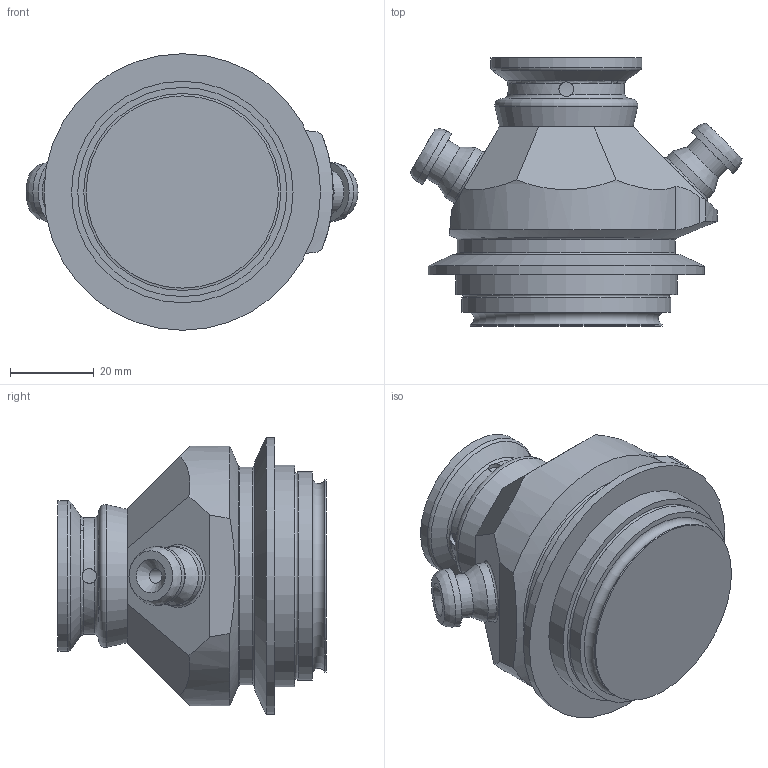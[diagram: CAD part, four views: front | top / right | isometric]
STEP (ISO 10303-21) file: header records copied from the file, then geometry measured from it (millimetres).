
FILE_DESCRIPTION(/* description */ (''),/* implementation_level */ '2;1');
FILE_NAME(/* name */ '890008.stp',/* time_stamp */ '2018-07-12T12:54:25+02:00',/* author */ ('sgs'),/* organization */ (''),/* preprocessor_version */ 'ST-DEVELOPER v16.5',/* originating_system */ 'Autodesk Inventor 2017',/* authorisation */ '');
FILE_SCHEMA (('AUTOMOTIVE_DESIGN { 1 0 10303 214 3 1 1 }'));
Length unit declared in the file: millimetre
Products named in the file (1): 890008
Bounding box: 79.24 x 64 x 66 mm (x, y, z)
Volume: 119918.9 mm3; surface area: 20953.6 mm2
Topology: 1 solids, 3 shells, 92 faces, 206 edges, 132 vertices
Faces by surface type: cylinder 39, plane 27, cone 13, torus 11, bspline 2
Full cylindrical faces by diameter (mm): 3.5 x5, 9 x1, 10.5 x2, 14 x4, 26 x1, 28.5 x1, 28.7 x1, 29 x2, 30 x1, 36 x1, 45.9 x1, 49.9 x1, 52 x1, 52.85 x1, 66 x1
Entity records: 2885 total; most frequent: CARTESIAN_POINT 983, DIRECTION 383, ORIENTED_EDGE 286, AXIS2_PLACEMENT_3D 178, EDGE_LOOP 156, EDGE_CURVE 143, VERTEX_POINT 117, FACE_OUTER_BOUND 92
